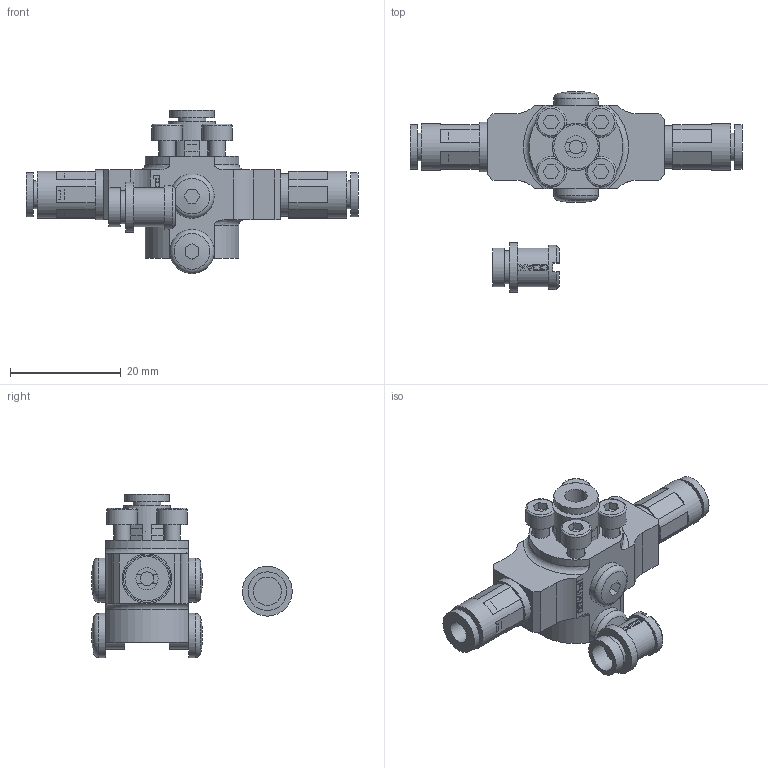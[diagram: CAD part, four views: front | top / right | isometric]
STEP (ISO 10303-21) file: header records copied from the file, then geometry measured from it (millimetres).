
FILE_DESCRIPTION( ( 'Unknown' ), '1' );
FILE_NAME( 'VGS2010_AB_00_BA.stp', 'Unknown', ( 'Unknown' ), ( 'Unknown' ), 'XStep 1.0', 'Unknown', ' ' );
FILE_SCHEMA( ( 'CONFIG_CONTROL_DESIGN' ) );
Length unit declared in the file: millimetre
Products named in the file (12): Assem1; Assem2; Assem3; Assem4; Assem5; Assem6; 1; 2; 3; 4; 5; 6
Bounding box: 60 x 36.25 x 29.5 mm (x, y, z)
Volume: 23020.9 mm3; surface area: 20370.9 mm2
Topology: 29 solids, 29 shells, 1065 faces, 2644 edges, 1740 vertices
Faces by surface type: plane 628, cylinder 242, cone 91, bspline 69, torus 30, sphere 5
Full cylindrical faces by diameter (mm): 2.455 x4, 2.459 x16, 2.5 x3, 3 x9, 4 x4, 4.134 x16, 5 x17, 5.1 x6, 5.5 x9, 5.9 x4, 6 x3, 6.459 x4, 7 x6, 7.7 x4, 8 x12, 8.5 x4, 8.7 x4, 9 x3
Entity records: 8604 total; most frequent: CARTESIAN_POINT 2260, ORIENTED_EDGE 1166, DIRECTION 1097, EDGE_CURVE 583, VERTEX_POINT 418, AXIS2_PLACEMENT_3D 410, EDGE_LOOP 361, FACE_OUTER_BOUND 299
